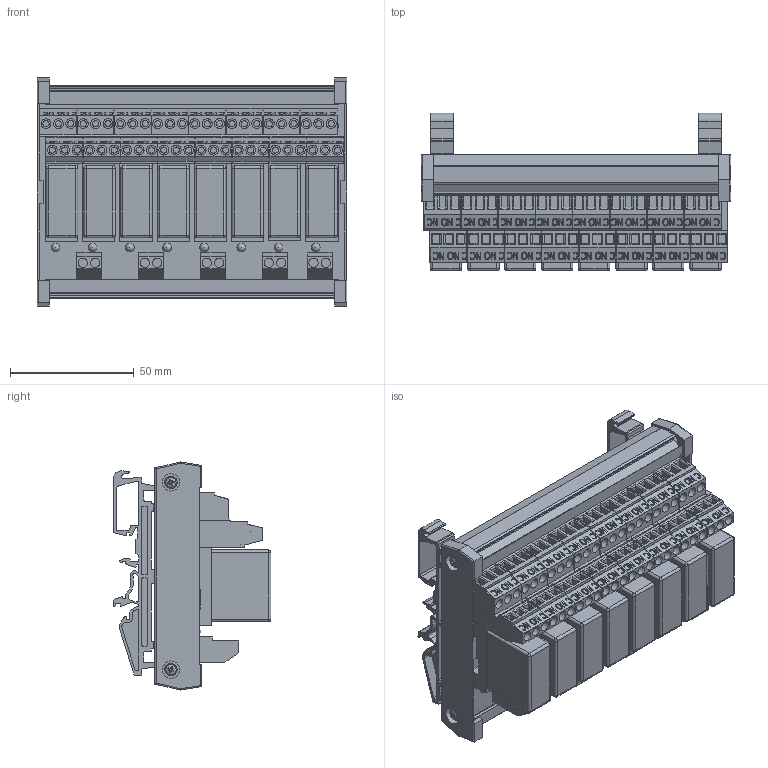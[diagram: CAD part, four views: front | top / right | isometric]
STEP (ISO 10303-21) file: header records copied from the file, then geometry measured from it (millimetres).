
FILE_DESCRIPTION((''),'2;1');
FILE_NAME('Bussed_8_Channel.stp','2015-07-13T09:22:05',('CAD Station'),(''),'Autodesk Inventor 2013','Autodesk Inventor 2013','');
FILE_SCHEMA(('CONFIG_CONTROL_DESIGN'));
Length unit declared in the file: millimetre
Products named in the file (12): Bussed_8_Channel; RC1 8 channel; 2 hole green; 125; BASE SIDE; BS EN ISO 7045 Z - Metric M2.5 x 10 - 4.8 - Z; BASE LEGS; MVD-253; GD50; White light; Relay_Bussed; CNONCLabel
Assembly tree (49 placements, depth 2):
  Bussed_8_Channel
    RC1 8 channel
    2 hole green  x5
    125
    BASE SIDE  x2
    BS EN ISO 7045 Z - Metric M2.5 x 10 - 4.8 - Z  x4
    BASE LEGS  x2
    MVD-253  x8
    GD50  x8
    White light  x8
    Relay_Bussed  x8
    CNONCLabel  x2
Bounding box: 125 x 63.69 x 91.98 mm (x, y, z)
Volume: 204311 mm3; surface area: 158084 mm2
Topology: 49 solids, 49 shells, 3898 faces, 10148 edges, 6644 vertices
Faces by surface type: plane 2255, bspline 736, cylinder 707, sphere 108, cone 64, torus 28
Full cylindrical faces by diameter (mm): 1.5 x64, 2.256 x4, 2.5 x52, 3 x24, 3.2 x4, 3.3 x8, 3.5 x8, 3.75 x10, 4 x48, 5 x8, 7 x4, 9 x4
Entity records: 46065 total; most frequent: CARTESIAN_POINT 12539, ORIENTED_EDGE 7254, DIRECTION 5443, EDGE_CURVE 3627, VERTEX_POINT 2440, VECTOR 2395, LINE 2395, EDGE_LOOP 1601
